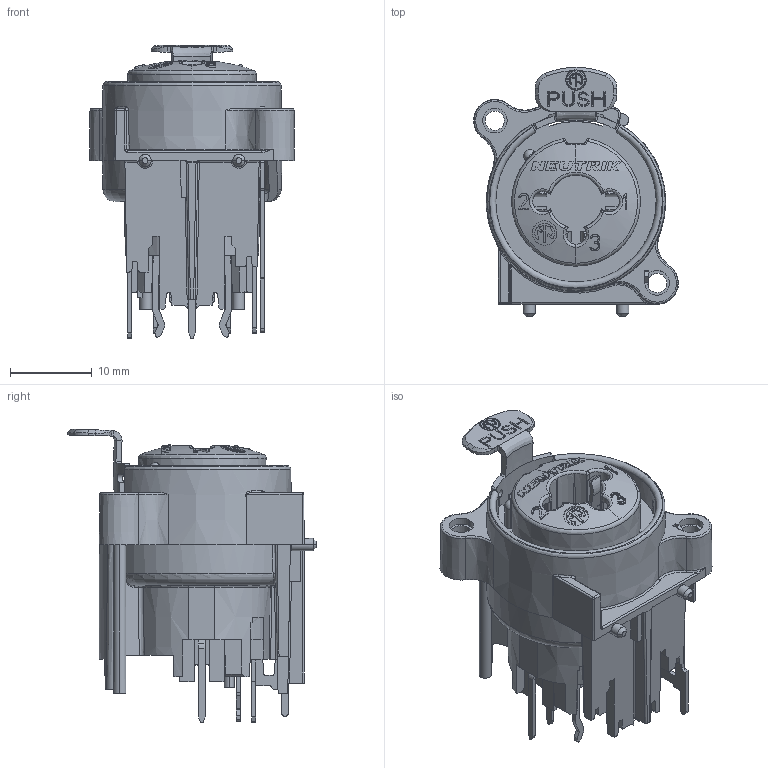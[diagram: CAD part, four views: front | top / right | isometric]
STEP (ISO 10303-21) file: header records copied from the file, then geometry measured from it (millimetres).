
FILE_DESCRIPTION((''),'2;1');
FILE_NAME('30010848','2023-08-09T14:58:15',('SYSTEM'),(''),'CREO PARAMETRIC BY PTC INC, 2021184','CREO PARAMETRIC BY PTC INC, 2021184','');
FILE_SCHEMA(('CONFIG_CONTROL_DESIGN'));
Length unit declared in the file: millimetre
Products named in the file (1): 30010848
Bounding box: 25 x 30.38 x 35.8 mm (x, y, z)
Volume: 7235.2 mm3; surface area: 6970.6 mm2
Topology: 1 solids, 2 shells, 1639 faces, 4528 edges, 2885 vertices
Faces by surface type: plane 1046, cylinder 315, bspline 132, cone 77, sphere 34, torus 31, extrusion 4
Entity records: 58543 total; most frequent: CARTESIAN_POINT 18066, ORIENTED_EDGE 9044, DIRECTION 7694, EDGE_CURVE 4522, VERTEX_POINT 2885, VECTOR 2654, LINE 2650, AXIS2_PLACEMENT_3D 2520
